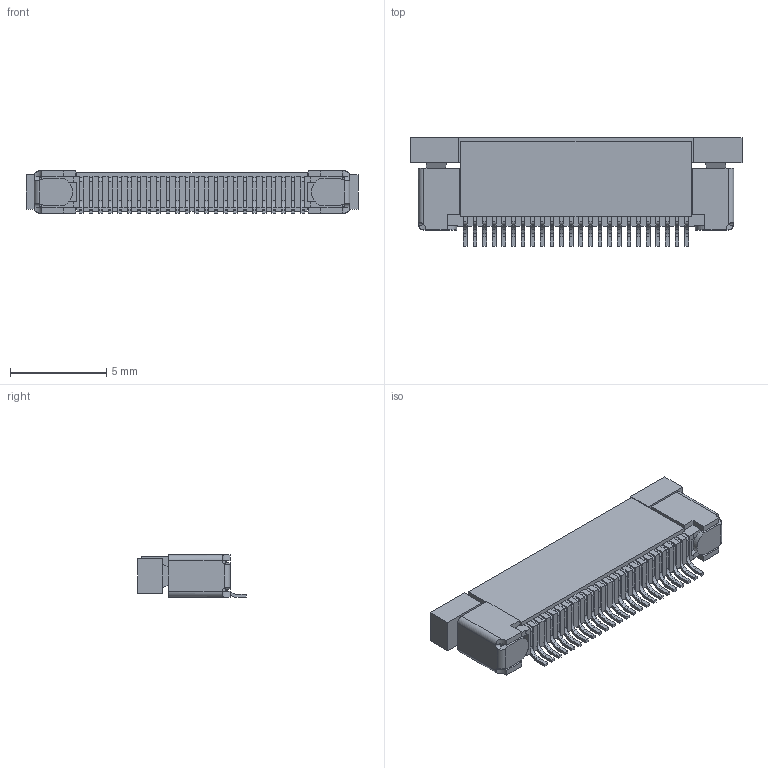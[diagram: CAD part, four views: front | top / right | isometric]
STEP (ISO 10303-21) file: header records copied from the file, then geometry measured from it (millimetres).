
FILE_DESCRIPTION(('FreeCAD Model'),'2;1');
FILE_NAME( 'ER-CON24HT-1.step', '2019-05-13T09:11:28',(''),(''),'Open CASCADE STEP processor 7.3', 'FreeCAD','Unknown');
FILE_SCHEMA(('AUTOMOTIVE_DESIGN { 1 0 10303 214 1 1 1 1 }'));
Length unit declared in the file: millimetre
Products named in the file (1): ER-CON24HT-1
Bounding box: 17.25 x 5.65 x 2.2 mm (x, y, z)
Volume: 117.6 mm3; surface area: 489.3 mm2
Topology: 1 solids, 25 shells, 1226 faces, 3392 edges, 2206 vertices
Faces by surface type: plane 1080, cylinder 146
Entity records: 47494 total; most frequent: CARTESIAN_POINT 7359, ORIENTED_EDGE 6784, DIRECTION 6210, EDGE_CURVE 3392, LINE 2980, VECTOR 2980, VERTEX_POINT 2206, AXIS2_PLACEMENT_3D 1615
